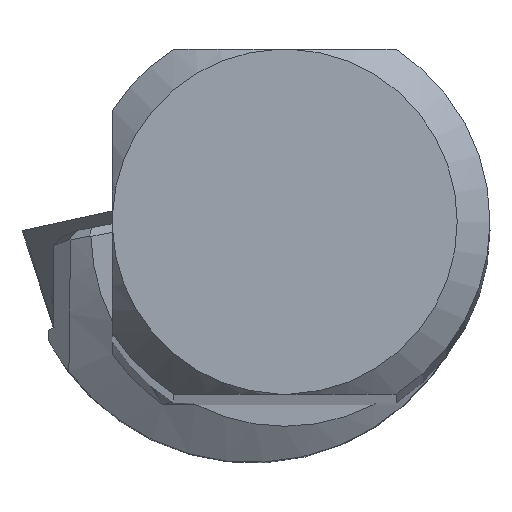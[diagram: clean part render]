
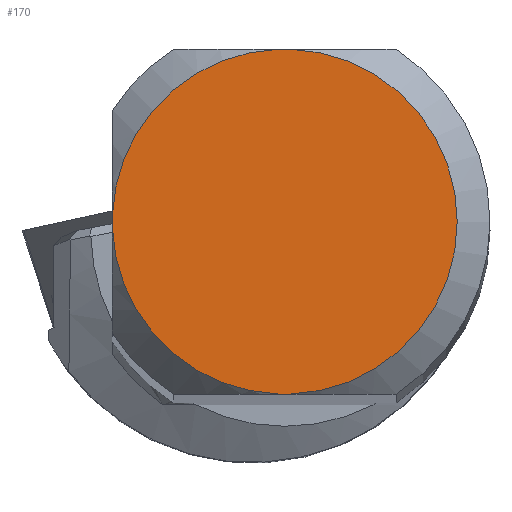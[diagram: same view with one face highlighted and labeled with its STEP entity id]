
A CAD part, top view. The second image highlights one B-rep face of the part: STEP entity #170.
In plain terms, the highlighted planar face has unit normal (0, 0, 1).
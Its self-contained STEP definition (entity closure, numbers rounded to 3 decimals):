
#170=ADVANCED_FACE('',(#253),#203,.T.);
#203=PLANE('',#1060);
#253=FACE_OUTER_BOUND('',#305,.T.);
#305=EDGE_LOOP('',(#575,#576,#577,#578,#579,#580));
#326=CIRCLE('',#1049,4.003);
#331=CIRCLE('',#1057,4.003);
#332=CIRCLE('',#1059,4.003);
#575=ORIENTED_EDGE('',*,*,#832,.F.);
#576=ORIENTED_EDGE('',*,*,#833,.F.);
#577=ORIENTED_EDGE('',*,*,#818,.F.);
#578=ORIENTED_EDGE('',*,*,#834,.F.);
#579=ORIENTED_EDGE('',*,*,#829,.F.);
#580=ORIENTED_EDGE('',*,*,#835,.F.);
#688=VERTEX_POINT('',#1759);
#689=VERTEX_POINT('',#1760);
#698=VERTEX_POINT('',#1789);
#699=VERTEX_POINT('',#1790);
#700=VERTEX_POINT('',#1801);
#701=VERTEX_POINT('',#1802);
#818=EDGE_CURVE('',#688,#689,#326,.T.);
#829=EDGE_CURVE('',#698,#699,#331,.T.);
#832=EDGE_CURVE('',#700,#701,#332,.T.);
#833=EDGE_CURVE('',#689,#700,#912,.T.);
#834=EDGE_CURVE('',#699,#688,#913,.T.);
#835=EDGE_CURVE('',#701,#698,#914,.T.);
#912=LINE('',#1803,#987);
#913=LINE('',#1804,#988);
#914=LINE('',#1805,#989);
#987=VECTOR('',#1266,1.);
#988=VECTOR('',#1267,1.);
#989=VECTOR('',#1268,1.);
#1049=AXIS2_PLACEMENT_3D('',#1758,#1240,#1241);
#1057=AXIS2_PLACEMENT_3D('',#1788,#1260,#1261);
#1059=AXIS2_PLACEMENT_3D('',#1800,#1264,#1265);
#1060=AXIS2_PLACEMENT_3D('',#1806,#1269,#1270);
#1240=DIRECTION('',(0.,0.,-1.));
#1241=DIRECTION('',(0.,-1.,0.));
#1260=DIRECTION('',(0.,0.,-1.));
#1261=DIRECTION('',(0.,-1.,0.));
#1264=DIRECTION('',(0.,0.,-1.));
#1265=DIRECTION('',(0.,-1.,0.));
#1266=DIRECTION('',(1.,0.,0.));
#1267=DIRECTION('',(0.,1.,0.));
#1268=DIRECTION('',(-1.,0.,0.));
#1269=DIRECTION('',(0.,0.,1.));
#1270=DIRECTION('',(0.,-1.,0.));
#1758=CARTESIAN_POINT('',(0.,0.,116.84));
#1759=CARTESIAN_POINT('',(-4.,0.141,116.84));
#1760=CARTESIAN_POINT('',(-0.141,4.,116.84));
#1788=CARTESIAN_POINT('',(0.,0.,116.84));
#1789=CARTESIAN_POINT('',(-0.141,-4.,116.84));
#1790=CARTESIAN_POINT('',(-4.,-0.141,116.84));
#1800=CARTESIAN_POINT('',(0.,0.,116.84));
#1801=CARTESIAN_POINT('',(0.141,4.,116.84));
#1802=CARTESIAN_POINT('',(0.141,-4.,116.84));
#1803=CARTESIAN_POINT('',(20.,4.,116.84));
#1804=CARTESIAN_POINT('',(-4.,4.,116.84));
#1805=CARTESIAN_POINT('',(-4.,-4.,116.84));
#1806=CARTESIAN_POINT('',(-4.003,0.,116.84));
